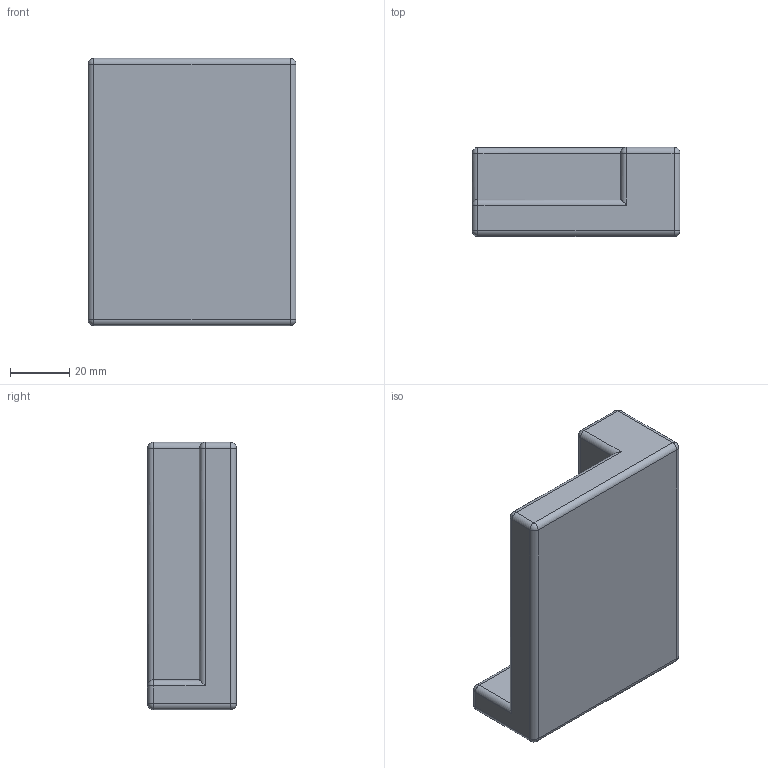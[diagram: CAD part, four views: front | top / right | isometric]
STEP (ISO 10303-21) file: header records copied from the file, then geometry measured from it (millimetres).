
FILE_DESCRIPTION (( 'STEP AP214' ), '1' );
FILE_NAME ('gabarit charnière.STEP', '2019-05-09T12:28:30', ( '' ), ( '' ), 'SwSTEP 2.0', 'SolidWorks 2016', '' );
FILE_SCHEMA (( 'AUTOMOTIVE_DESIGN' ));
Length unit declared in the file: millimetre
Products named in the file (1): gabarit charnière
Bounding box: 70 x 30 x 90 mm (x, y, z)
Volume: 118232.1 mm3; surface area: 21417 mm2
Topology: 1 solids, 1 shells, 37 faces, 82 edges, 37 vertices
Faces by surface type: cylinder 18, sphere 10, plane 9
Entity records: 946 total; most frequent: DIRECTION 175, CARTESIAN_POINT 156, ORIENTED_EDGE 144, EDGE_CURVE 72, AXIS2_PLACEMENT_3D 68, VECTOR 39, LINE 39, ADVANCED_FACE 37
